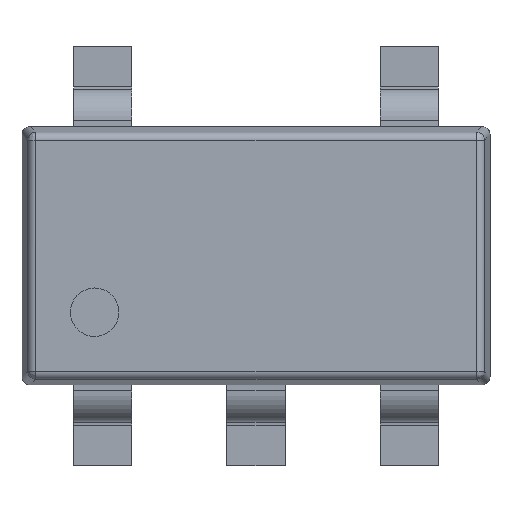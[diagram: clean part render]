
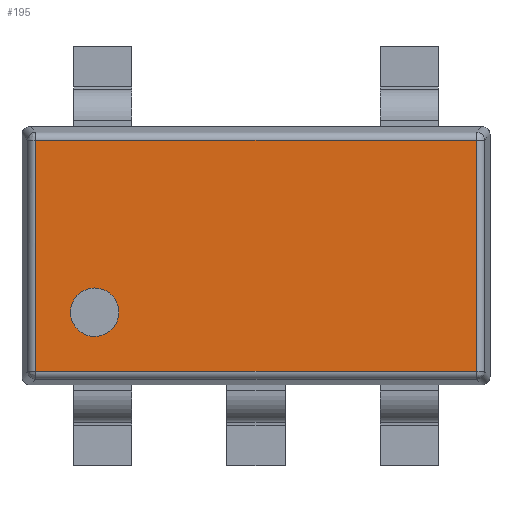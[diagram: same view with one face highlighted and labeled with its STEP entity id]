
A CAD part, top view. The second image highlights one B-rep face of the part: STEP entity #195.
In plain terms, the highlighted planar face has unit normal (0, 0, 1).
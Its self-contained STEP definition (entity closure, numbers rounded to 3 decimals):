
#19=B_SPLINE_CURVE_WITH_KNOTS('',1,(#3257,#3258),.UNSPECIFIED.,.F.,.F.,(2,
2),(0.042,1.474),.UNSPECIFIED.);
#20=B_SPLINE_CURVE_WITH_KNOTS('',1,(#3259,#3260),.UNSPECIFIED.,.F.,.F.,(2,
2),(5.639,8.372),.UNSPECIFIED.);
#21=B_SPLINE_CURVE_WITH_KNOTS('',1,(#3261,#3262),.UNSPECIFIED.,.F.,.F.,(2,
2),(4.207,5.639),.UNSPECIFIED.);
#22=B_SPLINE_CURVE_WITH_KNOTS('',1,(#3263,#3264),.UNSPECIFIED.,.F.,.F.,(2,
2),(1.474,4.207),.UNSPECIFIED.);
#195=ADVANCED_FACE('',(#311),#1687,.T.);
#311=FACE_OUTER_BOUND('',#427,.T.);
#427=EDGE_LOOP('',(#836,#837,#838,#839));
#836=ORIENTED_EDGE('',*,*,#1189,.F.);
#837=ORIENTED_EDGE('',*,*,#1190,.F.);
#838=ORIENTED_EDGE('',*,*,#1191,.F.);
#839=ORIENTED_EDGE('',*,*,#1188,.F.);
#1188=EDGE_CURVE('',#1636,#1639,#19,.T.);
#1189=EDGE_CURVE('',#1637,#1636,#20,.T.);
#1190=EDGE_CURVE('',#1638,#1637,#21,.T.);
#1191=EDGE_CURVE('',#1639,#1638,#22,.T.);
#1636=VERTEX_POINT('',#3213);
#1637=VERTEX_POINT('',#3214);
#1638=VERTEX_POINT('',#3215);
#1639=VERTEX_POINT('',#3216);
#1687=PLANE('',#1823);
#1823=AXIS2_PLACEMENT_3D('',#3004,#1853,$);
#1853=DIRECTION('',(0.,0.,1.));
#3004=CARTESIAN_POINT('',(-1.394,0.731,1.135));
#3213=CARTESIAN_POINT('',(1.366,0.716,1.135));
#3214=CARTESIAN_POINT('',(-1.366,0.716,1.135));
#3215=CARTESIAN_POINT('',(-1.366,-0.716,1.135));
#3216=CARTESIAN_POINT('',(1.366,-0.716,1.135));
#3257=CARTESIAN_POINT('',(1.366,0.716,1.135));
#3258=CARTESIAN_POINT('',(1.366,-0.716,1.135));
#3259=CARTESIAN_POINT('',(-1.366,0.716,1.135));
#3260=CARTESIAN_POINT('',(1.366,0.716,1.135));
#3261=CARTESIAN_POINT('',(-1.366,-0.716,1.135));
#3262=CARTESIAN_POINT('',(-1.366,0.716,1.135));
#3263=CARTESIAN_POINT('',(1.366,-0.716,1.135));
#3264=CARTESIAN_POINT('',(-1.366,-0.716,1.135));
